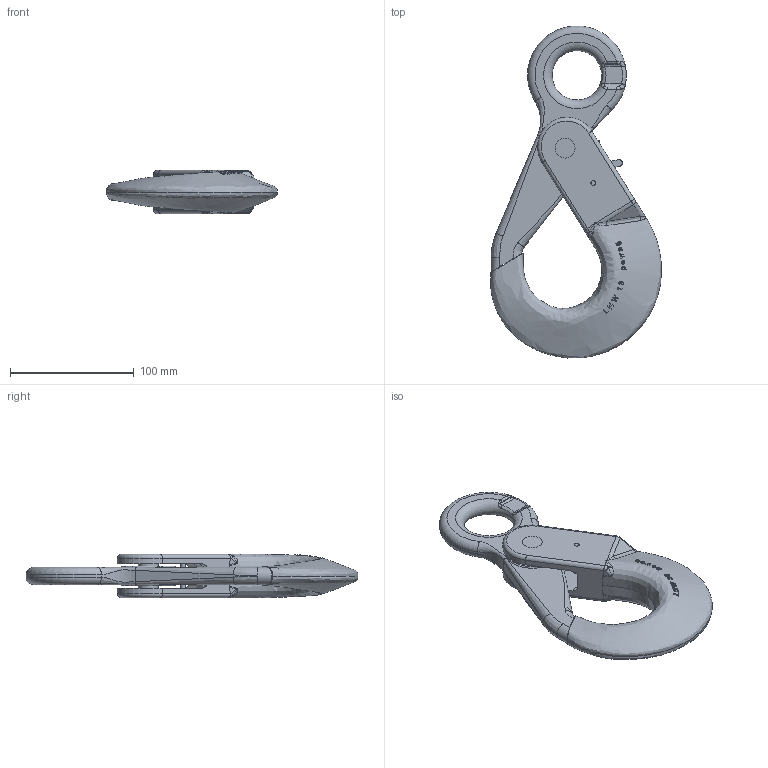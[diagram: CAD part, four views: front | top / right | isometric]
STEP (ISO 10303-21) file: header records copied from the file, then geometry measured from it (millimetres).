
FILE_DESCRIPTION(/* description */ (''),/* implementation_level */ '2;1');
FILE_NAME(/* name */ 'LHW 13 Kundenmodell',/* time_stamp */ '2010-01-13T15:45:12+01:00',/* author */ (''),/* organization */ (''),/* preprocessor_version */ 'ST-DEVELOPER v9',/* originating_system */ 'UGS - NX 4.0',/* authorisation */ '');
FILE_SCHEMA (('AUTOMOTIVE_DESIGN { 1 0 10303 214 1 1 1 1 }'));
Length unit declared in the file: millimetre
Products named in the file (1): ritA3C66niz
Bounding box: 138.39 x 268.69 x 35.44 mm (x, y, z)
Volume: 369899.4 mm3; surface area: 71252.9 mm2
Topology: 5 solids, 5 shells, 324 faces, 846 edges, 542 vertices
Faces by surface type: plane 105, extrusion 82, bspline 66, cylinder 54, torus 17
Full cylindrical faces by diameter (mm): 4 x3, 5.4 x1, 16 x4
Entity records: 18283 total; most frequent: CARTESIAN_POINT 11370, ORIENTED_EDGE 1658, DIRECTION 970, EDGE_CURVE 829, VERTEX_POINT 538, B_SPLINE_CURVE_WITH_KNOTS 492, EDGE_LOOP 361, VECTOR 330
